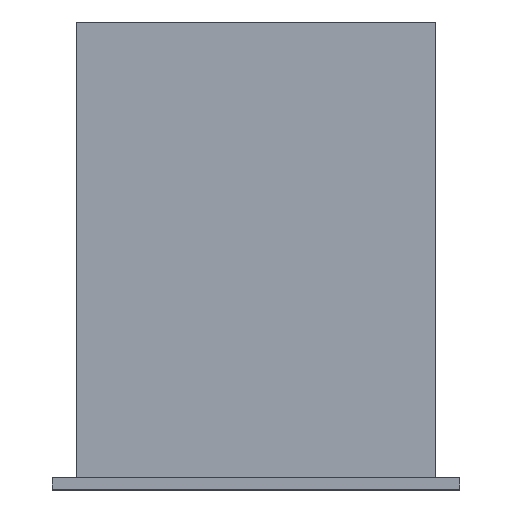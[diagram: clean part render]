
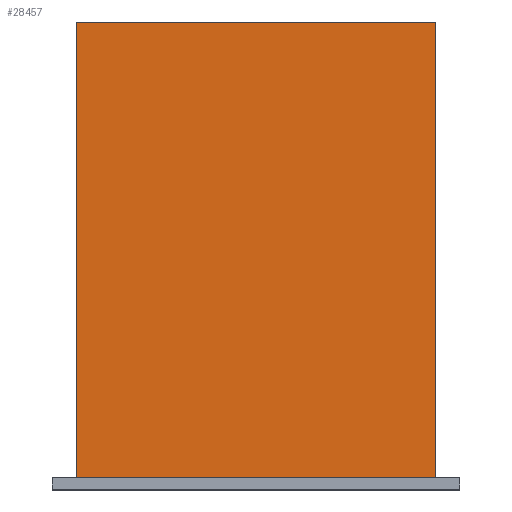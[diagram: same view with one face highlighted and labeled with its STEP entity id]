
A CAD part, top view. The second image highlights one B-rep face of the part: STEP entity #28457.
In plain terms, the highlighted planar face has unit normal (0, 0, 1).
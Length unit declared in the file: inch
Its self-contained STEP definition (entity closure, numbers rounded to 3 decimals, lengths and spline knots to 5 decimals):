
#1=DIRECTION('',(1.,0.,0.));
#2=VECTOR('',#1,7.5);
#3=CARTESIAN_POINT('',(-3.75,9.5,3.12708));
#4=LINE('',#3,#2);
#33=DIRECTION('',(-1.,0.,0.));
#34=VECTOR('',#33,7.5);
#35=CARTESIAN_POINT('',(3.75,0.,3.12708));
#36=LINE('',#35,#34);
#37=DIRECTION('',(0.,1.,0.));
#38=VECTOR('',#37,9.5);
#39=CARTESIAN_POINT('',(-3.75,0.,3.12708));
#40=LINE('',#39,#38);
#7221=DIRECTION('',(0.,1.,0.));
#7222=VECTOR('',#7221,9.5);
#7223=CARTESIAN_POINT('',(3.75,0.,3.12708));
#7224=LINE('',#7223,#7222);
#21313=CARTESIAN_POINT('',(-3.75,9.5,3.12708));
#21314=CARTESIAN_POINT('',(3.75,9.5,3.12708));
#21315=VERTEX_POINT('',#21313);
#21316=VERTEX_POINT('',#21314);
#21369=CARTESIAN_POINT('',(3.75,0.,3.12708));
#21370=CARTESIAN_POINT('',(-3.75,0.,3.12708));
#21371=VERTEX_POINT('',#21369);
#21372=VERTEX_POINT('',#21370);
#28443=CARTESIAN_POINT('',(-3.75,0.,3.12708));
#28444=DIRECTION('',(0.,0.,1.));
#28445=DIRECTION('',(1.,0.,0.));
#28446=AXIS2_PLACEMENT_3D('',#28443,#28444,#28445);
#28447=PLANE('',#28446);
#28449=ORIENTED_EDGE('',*,*,#28448,.T.);
#28451=ORIENTED_EDGE('',*,*,#28450,.T.);
#28452=ORIENTED_EDGE('',*,*,#28422,.T.);
#28454=ORIENTED_EDGE('',*,*,#28453,.F.);
#28455=EDGE_LOOP('',(#28449,#28451,#28452,#28454));
#28456=FACE_OUTER_BOUND('',#28455,.F.);
#28457=ADVANCED_FACE('',(#28456),#28447,.T.);
#28422=EDGE_CURVE('',#21315,#21316,#4,.T.);
#28448=EDGE_CURVE('',#21371,#21372,#36,.T.);
#28450=EDGE_CURVE('',#21372,#21315,#40,.T.);
#28453=EDGE_CURVE('',#21371,#21316,#7224,.T.);
